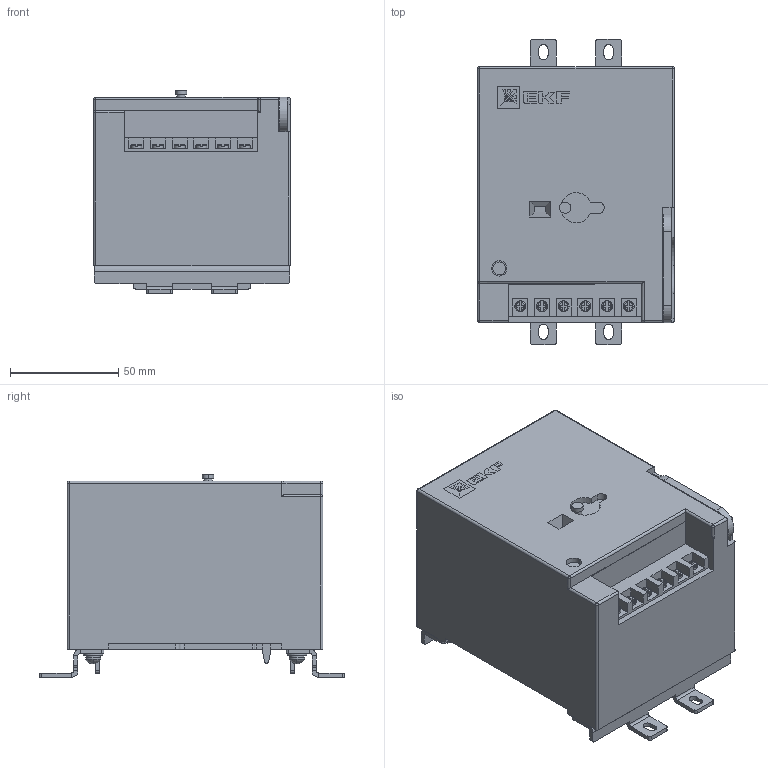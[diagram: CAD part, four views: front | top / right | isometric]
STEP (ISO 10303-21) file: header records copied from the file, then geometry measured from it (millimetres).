
FILE_DESCRIPTION (( 'STEP AP214' ), '1' );
FILE_NAME ('mmcb99m-a-143 Ìîòîðíûé ïðèâîä ê ÂÀ-99Ì_100.STEP', '2020-02-11T07:10:53', ( '' ), ( '' ), 'SwSTEP 2.0', 'SolidWorks 2019', '' );
FILE_SCHEMA (( 'AUTOMOTIVE_DESIGN' ));
Length unit declared in the file: millimetre
Products named in the file (7): Êîðïóñ ìîòîðíîãî ïðèâîäà ê ÂÀ-99Ì_100; Êðîíøòåéí ì_ïðèâîäà ÂÀ-99Ì_100_01; ﾘ琺矜 65ﾃ 019 ﾃﾎﾑﾒ 6402-70_4; Âèíò Ì4 ÃÎÑÒ17473-78_4å16; mmcb99m-a-143 Ìîòîðíûé ïðèâîä ê ÂÀ-99Ì_100; ﾘ琺矜 01.019 ﾃﾎﾑﾒ11371-78_4; Êðîíøòåéí ì_ïðèâîäà ÂÀ-99Ì_100_00
Assembly tree (15 placements, depth 2):
  mmcb99m-a-143 Ìîòîðíûé ïðèâîä ê ÂÀ-99Ì_100
    Êîðïóñ ìîòîðíîãî ïðèâîäà ê ÂÀ-99Ì_100
    Êðîíøòåéí ì_ïðèâîäà ÂÀ-99Ì_100_01
    Êðîíøòåéí ì_ïðèâîäà ÂÀ-99Ì_100_00
    Âèíò Ì4 ÃÎÑÒ17473-78_4å16  x4
    ﾘ琺矜 01.019 ﾃﾎﾑﾒ11371-78_4  x4
    ﾘ琺矜 65ﾃ 019 ﾃﾎﾑﾒ 6402-70_4  x4
Bounding box: 90.8 x 140.8 x 93.5 mm (x, y, z)
Volume: 800980.8 mm3; surface area: 72511.3 mm2
Topology: 17 solids, 17 shells, 532 faces, 1380 edges, 907 vertices
Faces by surface type: plane 317, cylinder 176, torus 18, sphere 13, cone 8
Entity records: 14890 total; most frequent: CARTESIAN_POINT 2850, DIRECTION 2416, ORIENTED_EDGE 2414, EDGE_CURVE 1207, AXIS2_PLACEMENT_3D 813, VERTEX_POINT 799, VECTOR 790, LINE 790
